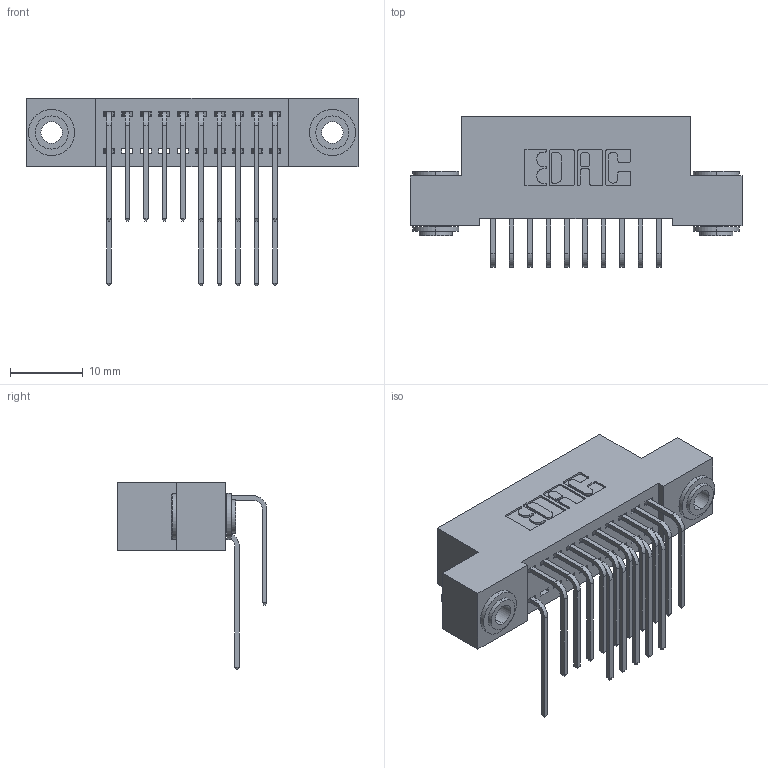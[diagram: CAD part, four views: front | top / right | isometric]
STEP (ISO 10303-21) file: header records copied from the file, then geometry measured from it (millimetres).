
FILE_DESCRIPTION (( 'STEP AP203' ), '1' );
FILE_NAME ('392-020-559-203.STEP', '2018-08-15T07:24:28', ( '' ), ( '' ), 'SwSTEP 2.0', 'SolidWorks 2016', '' );
FILE_SCHEMA (( 'CONFIG_CONTROL_DESIGN' ));
Length unit declared in the file: inch
Products named in the file (5): 392-020-559-203; 342 Part_.156 TH; 345-292-001_558 559 Tail - 1; 345-292-001_559 Tail - 2; 342-250-002_345-250-002-102
Assembly tree (19 placements, depth 2):
  392-020-559-203
    342 Part_.156 TH
    345-292-001_558 559 Tail - 1  x6
    345-292-001_559 Tail - 2  x10
    342-250-002_345-250-002-102  x2
Bounding box: 45.72 x 20.64 x 25.78 mm (x, y, z)
Volume: 4035.6 mm3; surface area: 6213.1 mm2
Topology: 19 solids, 19 shells, 1036 faces, 3035 edges, 1998 vertices
Faces by surface type: plane 708, cylinder 320, cone 8
Entity records: 12746 total; most frequent: CARTESIAN_POINT 2192, ORIENTED_EDGE 2074, DIRECTION 1939, EDGE_CURVE 1037, VECTOR 845, LINE 845, VERTEX_POINT 686, AXIS2_PLACEMENT_3D 547
